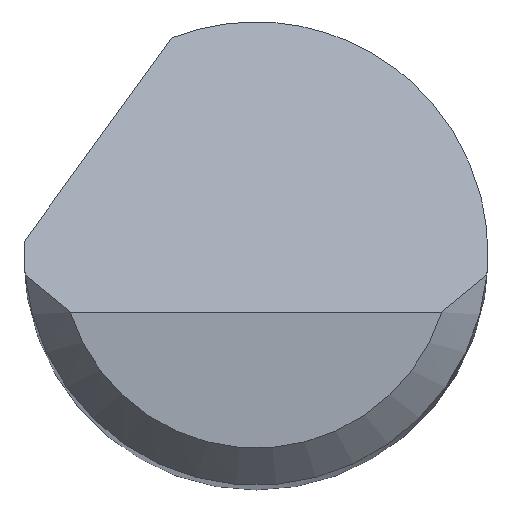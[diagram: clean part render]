
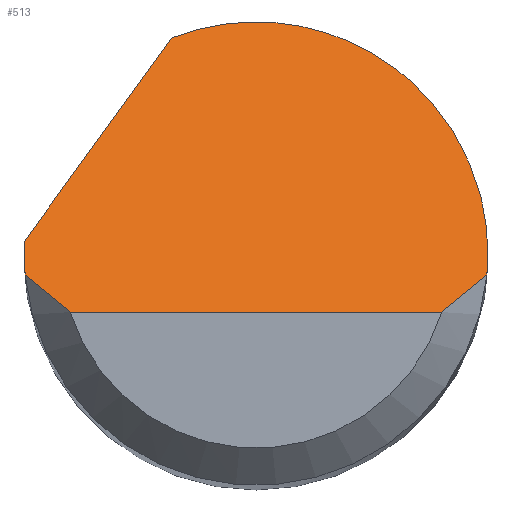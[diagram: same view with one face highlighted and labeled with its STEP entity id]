
A CAD part, top view. The second image highlights one B-rep face of the part: STEP entity #513.
In plain terms, the highlighted planar face has unit normal (0, 0.707, 0.707).
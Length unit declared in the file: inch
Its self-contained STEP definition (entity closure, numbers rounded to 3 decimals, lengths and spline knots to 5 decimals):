
#4 = VERTEX_POINT ( 'NONE', #329 ) ;
#18 = VERTEX_POINT ( 'NONE', #531 ) ;
#29 =( BOUNDED_CURVE ( )  B_SPLINE_CURVE ( 3, ( #360, #444, #359, #400 ),
 .UNSPECIFIED., .F., .T. ) 
 B_SPLINE_CURVE_WITH_KNOTS ( ( 4, 4 ),
 ( 4.71239, 4.76575 ),
 .UNSPECIFIED. ) 
 CURVE ( )  GEOMETRIC_REPRESENTATION_ITEM ( )  RATIONAL_B_SPLINE_CURVE ( ( 1., 1., 1., 1. ) ) 
 REPRESENTATION_ITEM ( '' )  );
#37 =( BOUNDED_CURVE ( )  B_SPLINE_CURVE ( 3, ( #272, #320, #54, #233 ),
 .UNSPECIFIED., .F., .F. ) 
 B_SPLINE_CURVE_WITH_KNOTS ( ( 4, 4 ),
 ( 4.61892, 4.71239 ),
 .UNSPECIFIED. ) 
 CURVE ( )  GEOMETRIC_REPRESENTATION_ITEM ( )  RATIONAL_B_SPLINE_CURVE ( ( 1., 0.999, 0.999, 1. ) ) 
 REPRESENTATION_ITEM ( '' )  );
#38 = CARTESIAN_POINT ( 'NONE',  ( 0.09375, 0., 1.47625 ) ) ;
#42 = CARTESIAN_POINT ( 'NONE',  ( 0., -0.02375, 1.5 ) ) ;
#47 = VERTEX_POINT ( 'NONE', #416 ) ;
#54 = CARTESIAN_POINT ( 'NONE',  ( -0.09375, -0.00292, 1.47917 ) ) ;
#78 = ORIENTED_EDGE ( 'NONE', *, *, #319, .T. ) ;
#81 = VERTEX_POINT ( 'NONE', #546 ) ;
#95 = DIRECTION ( 'NONE',  ( -0.456, -0.629, 0.629 ) ) ;
#103 = EDGE_CURVE ( 'NONE', #47, #394, #388, .T. ) ;
#109 = CARTESIAN_POINT ( 'NONE',  ( 0.09334, -0.00875, 1.485 ) ) ;
#113 = ORIENTED_EDGE ( 'NONE', *, *, #103, .T. ) ;
#118 =( BOUNDED_CURVE ( )  B_SPLINE_CURVE ( 3, ( #151, #355, #276, #109 ),
 .UNSPECIFIED., .F., .F. ) 
 B_SPLINE_CURVE_WITH_KNOTS ( ( 4, 4 ),
 ( 1.5708, 1.66427 ),
 .UNSPECIFIED. ) 
 CURVE ( )  GEOMETRIC_REPRESENTATION_ITEM ( )  RATIONAL_B_SPLINE_CURVE ( ( 1., 0.999, 0.999, 1. ) ) 
 REPRESENTATION_ITEM ( '' )  );
#140 = EDGE_CURVE ( 'NONE', #394, #372, #364, .T. ) ;
#151 = CARTESIAN_POINT ( 'NONE',  ( 0.09375, 0., 1.47625 ) ) ;
#157 = CARTESIAN_POINT ( 'NONE',  ( 0.07508, -0.02375, 1.5 ) ) ;
#158 =( BOUNDED_CURVE ( )  B_SPLINE_CURVE ( 3, ( #541, #500, #423, #38 ),
 .UNSPECIFIED., .F., .F. ) 
 B_SPLINE_CURVE_WITH_KNOTS ( ( 4, 4 ),
 ( 5.91277, 7.85398 ),
 .UNSPECIFIED. ) 
 CURVE ( )  GEOMETRIC_REPRESENTATION_ITEM ( )  RATIONAL_B_SPLINE_CURVE ( ( 1., 0.71, 0.71, 1. ) ) 
 REPRESENTATION_ITEM ( '' )  );
#164 = CARTESIAN_POINT ( 'NONE',  ( -0.08157, -0.019, 1.49525 ) ) ;
#167 = ORIENTED_EDGE ( 'NONE', *, *, #140, .T. ) ;
#168 = VECTOR ( 'NONE', #95, 39.37008 ) ;
#170 = DIRECTION ( 'NONE',  ( 0., 0.707, -0.707 ) ) ;
#171 = ORIENTED_EDGE ( 'NONE', *, *, #274, .F. ) ;
#173 = CARTESIAN_POINT ( 'NONE',  ( -0.09375, -0.02375, 1.5 ) ) ;
#185 = CARTESIAN_POINT ( 'NONE',  ( 0.07508, -0.02375, 1.5 ) ) ;
#195 = VECTOR ( 'NONE', #384, 39.37008 ) ;
#198 = CARTESIAN_POINT ( 'NONE',  ( 0.09334, -0.00875, 1.485 ) ) ;
#201 = EDGE_LOOP ( 'NONE', ( #113, #167, #374, #462, #257, #171, #427, #78 ) ) ;
#204 = CARTESIAN_POINT ( 'NONE',  ( -0.08761, -0.01397, 1.49022 ) ) ;
#214 = EDGE_CURVE ( 'NONE', #81, #18, #37, .T. ) ;
#233 = CARTESIAN_POINT ( 'NONE',  ( -0.09375, 0., 1.47625 ) ) ;
#242 = CARTESIAN_POINT ( 'NONE',  ( -0.09362, 0.005, 1.47125 ) ) ;
#256 = EDGE_CURVE ( 'NONE', #473, #372, #118, .T. ) ;
#257 = ORIENTED_EDGE ( 'NONE', *, *, #540, .T. ) ;
#261 = PLANE ( 'NONE',  #300 ) ;
#272 = CARTESIAN_POINT ( 'NONE',  ( -0.09334, -0.00875, 1.485 ) ) ;
#274 = EDGE_CURVE ( 'NONE', #18, #378, #29, .T. ) ;
#276 = CARTESIAN_POINT ( 'NONE',  ( 0.09361, -0.00584, 1.48209 ) ) ;
#296 = CARTESIAN_POINT ( 'NONE',  ( 0.08157, -0.019, 1.49525 ) ) ;
#300 = AXIS2_PLACEMENT_3D ( 'NONE', #173, #417, #170 ) ;
#319 = EDGE_CURVE ( 'NONE', #81, #47, #485, .T. ) ;
#320 = CARTESIAN_POINT ( 'NONE',  ( -0.09361, -0.00584, 1.48209 ) ) ;
#329 = CARTESIAN_POINT ( 'NONE',  ( -0.03394, 0.08739, 1.38886 ) ) ;
#338 = FACE_OUTER_BOUND ( 'NONE', #201, .T. ) ;
#355 = CARTESIAN_POINT ( 'NONE',  ( 0.09375, -0.00292, 1.47917 ) ) ;
#359 = CARTESIAN_POINT ( 'NONE',  ( -0.09371, 0.00333, 1.47292 ) ) ;
#360 = CARTESIAN_POINT ( 'NONE',  ( -0.09375, 0., 1.47625 ) ) ;
#364 = B_SPLINE_CURVE_WITH_KNOTS ( 'NONE', 3,
 ( #185, #296, #502, #466 ),
 .UNSPECIFIED., .F., .F.,
 ( 4, 4 ),
 ( 0., 0.00071 ),
 .UNSPECIFIED. ) ;
#372 = VERTEX_POINT ( 'NONE', #198 ) ;
#374 = ORIENTED_EDGE ( 'NONE', *, *, #256, .F. ) ;
#378 = VERTEX_POINT ( 'NONE', #242 ) ;
#384 = DIRECTION ( 'NONE',  ( 1., 0., 0. ) ) ;
#388 = LINE ( 'NONE', #42, #195 ) ;
#390 = CARTESIAN_POINT ( 'NONE',  ( -0.11014, -0.01781, 1.49406 ) ) ;
#394 = VERTEX_POINT ( 'NONE', #157 ) ;
#396 = LINE ( 'NONE', #390, #168 ) ;
#400 = CARTESIAN_POINT ( 'NONE',  ( -0.09362, 0.005, 1.47125 ) ) ;
#416 = CARTESIAN_POINT ( 'NONE',  ( -0.07508, -0.02375, 1.5 ) ) ;
#417 = DIRECTION ( 'NONE',  ( 0., -0.707, -0.707 ) ) ;
#423 = CARTESIAN_POINT ( 'NONE',  ( 0.09375, 0.07266, 1.40359 ) ) ;
#427 = ORIENTED_EDGE ( 'NONE', *, *, #214, .F. ) ;
#444 = CARTESIAN_POINT ( 'NONE',  ( -0.09375, 0.00167, 1.47458 ) ) ;
#455 = CARTESIAN_POINT ( 'NONE',  ( -0.07508, -0.02375, 1.5 ) ) ;
#462 = ORIENTED_EDGE ( 'NONE', *, *, #528, .F. ) ;
#466 = CARTESIAN_POINT ( 'NONE',  ( 0.09334, -0.00875, 1.485 ) ) ;
#472 = CARTESIAN_POINT ( 'NONE',  ( 0.09375, 0., 1.47625 ) ) ;
#473 = VERTEX_POINT ( 'NONE', #472 ) ;
#485 = B_SPLINE_CURVE_WITH_KNOTS ( 'NONE', 3,
 ( #529, #204, #164, #455 ),
 .UNSPECIFIED., .F., .F.,
 ( 4, 4 ),
 ( 0., 0.00071 ),
 .UNSPECIFIED. ) ;
#500 = CARTESIAN_POINT ( 'NONE',  ( 0.03379, 0.11369, 1.36256 ) ) ;
#502 = CARTESIAN_POINT ( 'NONE',  ( 0.08761, -0.01397, 1.49022 ) ) ;
#513 = ADVANCED_FACE ( 'NONE', ( #338 ), #261, .F. ) ;
#528 = EDGE_CURVE ( 'NONE', #4, #473, #158, .T. ) ;
#529 = CARTESIAN_POINT ( 'NONE',  ( -0.09334, -0.00875, 1.485 ) ) ;
#531 = CARTESIAN_POINT ( 'NONE',  ( -0.09375, 0., 1.47625 ) ) ;
#540 = EDGE_CURVE ( 'NONE', #4, #378, #396, .T. ) ;
#541 = CARTESIAN_POINT ( 'NONE',  ( -0.03394, 0.08739, 1.38886 ) ) ;
#546 = CARTESIAN_POINT ( 'NONE',  ( -0.09334, -0.00875, 1.485 ) ) ;
